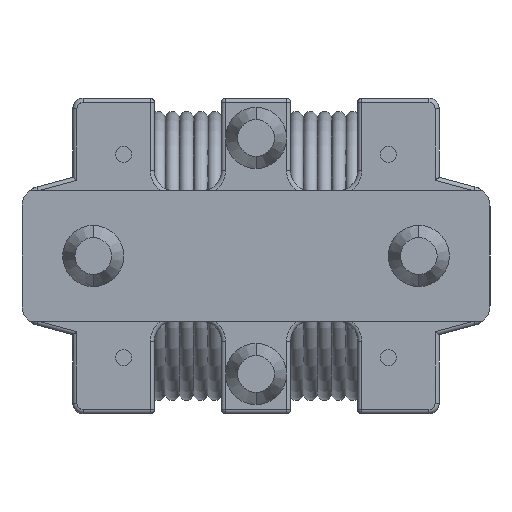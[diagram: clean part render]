
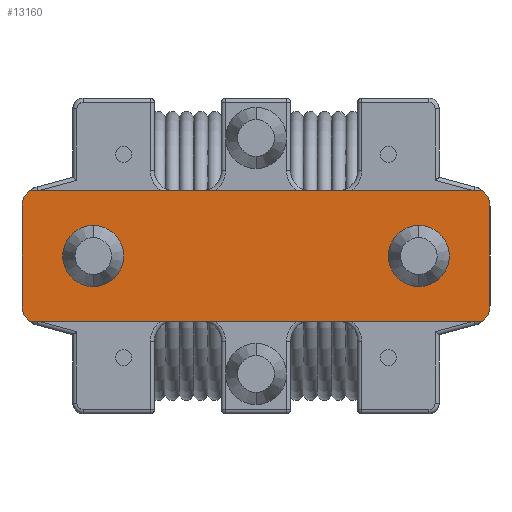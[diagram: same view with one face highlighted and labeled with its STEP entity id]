
A CAD part, front view. The second image highlights one B-rep face of the part: STEP entity #13160.
In plain terms, the highlighted planar face has unit normal (0, -1, 0).
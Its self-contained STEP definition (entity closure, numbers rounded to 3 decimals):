
#152 = CARTESIAN_POINT ( 'NONE',  ( -11.14, -13.6, -3.2 ) ) ;
#231 = CARTESIAN_POINT ( 'NONE',  ( 8., -13.6, 0. ) ) ;
#408 = CIRCLE ( 'NONE', #593, 1.5 ) ;
#593 = AXIS2_PLACEMENT_3D ( 'NONE', #231, #2343, #12185 ) ;
#1106 = CARTESIAN_POINT ( 'NONE',  ( -11.5, -13.6, 2.432 ) ) ;
#1130 = DIRECTION ( 'NONE',  ( 0., 0., -1. ) ) ;
#1256 = DIRECTION ( 'NONE',  ( 0., -1., 0. ) ) ;
#1510 = FACE_BOUND ( 'NONE', #13685, .T. ) ;
#1729 = ORIENTED_EDGE ( 'NONE', *, *, #19127, .T. ) ;
#1785 = EDGE_CURVE ( 'NONE', #3585, #24275, #20234, .T. ) ;
#1971 = CIRCLE ( 'NONE', #22191, 1.5 ) ;
#2238 = EDGE_CURVE ( 'NONE', #21183, #24976, #24140, .T. ) ;
#2277 = VERTEX_POINT ( 'NONE', #9030 ) ;
#2343 = DIRECTION ( 'NONE',  ( 0., -1., 0. ) ) ;
#2643 = EDGE_CURVE ( 'NONE', #24275, #3585, #408, .T. ) ;
#2965 = CARTESIAN_POINT ( 'NONE',  ( 10.5, -13.6, 2.432 ) ) ;
#3479 = CARTESIAN_POINT ( 'NONE',  ( -11.14, -13.6, 3.2 ) ) ;
#3585 = VERTEX_POINT ( 'NONE', #4396 ) ;
#3607 = DIRECTION ( 'NONE',  ( 0., -1., 0. ) ) ;
#4396 = CARTESIAN_POINT ( 'NONE',  ( 8., -13.6, 1.5 ) ) ;
#4425 = CARTESIAN_POINT ( 'NONE',  ( 11.25, -13.6, 3.2 ) ) ;
#5565 = CARTESIAN_POINT ( 'NONE',  ( -8., -13.6, 0. ) ) ;
#5709 = CIRCLE ( 'NONE', #8447, 1. ) ;
#6496 = CARTESIAN_POINT ( 'NONE',  ( 11.14, -13.6, -3.2 ) ) ;
#6708 = VECTOR ( 'NONE', #19211, 1000. ) ;
#6720 = EDGE_CURVE ( 'NONE', #18175, #2277, #12925, .T. ) ;
#6749 = CARTESIAN_POINT ( 'NONE',  ( 8., -13.6, -1.5 ) ) ;
#7055 = CARTESIAN_POINT ( 'NONE',  ( 8., -13.6, 0. ) ) ;
#7567 = ORIENTED_EDGE ( 'NONE', *, *, #1785, .F. ) ;
#8091 = CARTESIAN_POINT ( 'NONE',  ( -11.5, -13.6, 3.2 ) ) ;
#8447 = AXIS2_PLACEMENT_3D ( 'NONE', #24811, #1256, #15010 ) ;
#8625 = DIRECTION ( 'NONE',  ( 0., -1., 0. ) ) ;
#8697 = EDGE_CURVE ( 'NONE', #20247, #21690, #18425, .T. ) ;
#8786 = ORIENTED_EDGE ( 'NONE', *, *, #24644, .T. ) ;
#9030 = CARTESIAN_POINT ( 'NONE',  ( 11.5, -13.6, -2.432 ) ) ;
#9564 = CARTESIAN_POINT ( 'NONE',  ( -8., -13.6, -1.5 ) ) ;
#9701 = ORIENTED_EDGE ( 'NONE', *, *, #15363, .F. ) ;
#9715 = ORIENTED_EDGE ( 'NONE', *, *, #2643, .F. ) ;
#9858 = ORIENTED_EDGE ( 'NONE', *, *, #22073, .F. ) ;
#9975 = AXIS2_PLACEMENT_3D ( 'NONE', #2965, #19015, #20901 ) ;
#10431 = PLANE ( 'NONE',  #19061 ) ;
#12185 = DIRECTION ( 'NONE',  ( 0., 0., 1. ) ) ;
#12486 = CARTESIAN_POINT ( 'NONE',  ( 11.14, -13.6, 3.2 ) ) ;
#12925 = LINE ( 'NONE', #24321, #19607 ) ;
#13125 = CARTESIAN_POINT ( 'NONE',  ( 11.25, -13.6, -3.2 ) ) ;
#13160 = ADVANCED_FACE ( 'NONE', ( #1510, #14774, #22464 ), #10431, .F. ) ;
#13275 = CARTESIAN_POINT ( 'NONE',  ( -10.5, -13.6, -2.432 ) ) ;
#13293 = EDGE_CURVE ( 'NONE', #22817, #25392, #1971, .T. ) ;
#13438 = DIRECTION ( 'NONE',  ( 0., 0., 1. ) ) ;
#13504 = CIRCLE ( 'NONE', #9975, 1. ) ;
#13685 = EDGE_LOOP ( 'NONE', ( #7567, #9715 ) ) ;
#14468 = CARTESIAN_POINT ( 'NONE',  ( 11.25, -13.6, 3.2 ) ) ;
#14649 = DIRECTION ( 'NONE',  ( 0., 1., 0. ) ) ;
#14774 = FACE_BOUND ( 'NONE', #18304, .T. ) ;
#14866 = CARTESIAN_POINT ( 'NONE',  ( 11.5, -13.6, 2.432 ) ) ;
#15010 = DIRECTION ( 'NONE',  ( 0., 0., 1. ) ) ;
#15198 = VERTEX_POINT ( 'NONE', #6496 ) ;
#15268 = VECTOR ( 'NONE', #21758, 1000. ) ;
#15363 = EDGE_CURVE ( 'NONE', #15198, #21690, #15907, .T. ) ;
#15410 = CARTESIAN_POINT ( 'NONE',  ( 10.5, -13.6, -2.432 ) ) ;
#15681 = EDGE_CURVE ( 'NONE', #15198, #2277, #19260, .T. ) ;
#15907 = LINE ( 'NONE', #13125, #6708 ) ;
#15963 = EDGE_LOOP ( 'NONE', ( #21094, #24441, #8786, #15964, #9701, #21219, #21099, #1729 ) ) ;
#15964 = ORIENTED_EDGE ( 'NONE', *, *, #8697, .T. ) ;
#16208 = DIRECTION ( 'NONE',  ( -1., 0., 0. ) ) ;
#16802 = LINE ( 'NONE', #8091, #15268 ) ;
#17165 = DIRECTION ( 'NONE',  ( 0., -1., 0. ) ) ;
#17354 = DIRECTION ( 'NONE',  ( 0., 0., 1. ) ) ;
#18118 = CARTESIAN_POINT ( 'NONE',  ( -8., -13.6, 0. ) ) ;
#18175 = VERTEX_POINT ( 'NONE', #14866 ) ;
#18304 = EDGE_LOOP ( 'NONE', ( #9858, #20460 ) ) ;
#18425 = CIRCLE ( 'NONE', #25253, 1. ) ;
#18433 = CARTESIAN_POINT ( 'NONE',  ( -11.5, -13.6, -2.432 ) ) ;
#18781 = EDGE_CURVE ( 'NONE', #24976, #23267, #5709, .T. ) ;
#19015 = DIRECTION ( 'NONE',  ( 0., -1., 0. ) ) ;
#19061 = AXIS2_PLACEMENT_3D ( 'NONE', #14468, #14649, #24335 ) ;
#19127 = EDGE_CURVE ( 'NONE', #18175, #21183, #13504, .T. ) ;
#19211 = DIRECTION ( 'NONE',  ( -1., 0., 0. ) ) ;
#19260 = CIRCLE ( 'NONE', #24292, 1. ) ;
#19607 = VECTOR ( 'NONE', #1130, 1000. ) ;
#20234 = CIRCLE ( 'NONE', #23203, 1.5 ) ;
#20247 = VERTEX_POINT ( 'NONE', #18433 ) ;
#20430 = VECTOR ( 'NONE', #16208, 1000. ) ;
#20460 = ORIENTED_EDGE ( 'NONE', *, *, #13293, .F. ) ;
#20901 = DIRECTION ( 'NONE',  ( 0., 0., 1. ) ) ;
#20939 = DIRECTION ( 'NONE',  ( 0., 0., 1. ) ) ;
#21002 = DIRECTION ( 'NONE',  ( 0., -1., 0. ) ) ;
#21094 = ORIENTED_EDGE ( 'NONE', *, *, #2238, .T. ) ;
#21099 = ORIENTED_EDGE ( 'NONE', *, *, #6720, .F. ) ;
#21183 = VERTEX_POINT ( 'NONE', #12486 ) ;
#21219 = ORIENTED_EDGE ( 'NONE', *, *, #15681, .T. ) ;
#21690 = VERTEX_POINT ( 'NONE', #152 ) ;
#21753 = AXIS2_PLACEMENT_3D ( 'NONE', #18118, #8625, #22097 ) ;
#21758 = DIRECTION ( 'NONE',  ( 0., 0., -1. ) ) ;
#22073 = EDGE_CURVE ( 'NONE', #25392, #22817, #23670, .T. ) ;
#22097 = DIRECTION ( 'NONE',  ( 0., 0., 1. ) ) ;
#22191 = AXIS2_PLACEMENT_3D ( 'NONE', #5565, #17165, #20939 ) ;
#22459 = DIRECTION ( 'NONE',  ( 0., 0., 1. ) ) ;
#22464 = FACE_OUTER_BOUND ( 'NONE', #15963, .T. ) ;
#22801 = DIRECTION ( 'NONE',  ( 0., -1., 0. ) ) ;
#22817 = VERTEX_POINT ( 'NONE', #9564 ) ;
#22830 = CARTESIAN_POINT ( 'NONE',  ( -8., -13.6, 1.5 ) ) ;
#23203 = AXIS2_PLACEMENT_3D ( 'NONE', #7055, #22801, #22459 ) ;
#23267 = VERTEX_POINT ( 'NONE', #1106 ) ;
#23670 = CIRCLE ( 'NONE', #21753, 1.5 ) ;
#24140 = LINE ( 'NONE', #4425, #20430 ) ;
#24275 = VERTEX_POINT ( 'NONE', #6749 ) ;
#24292 = AXIS2_PLACEMENT_3D ( 'NONE', #15410, #3607, #17354 ) ;
#24321 = CARTESIAN_POINT ( 'NONE',  ( 11.5, -13.6, 3.2 ) ) ;
#24335 = DIRECTION ( 'NONE',  ( 0., 0., 1. ) ) ;
#24441 = ORIENTED_EDGE ( 'NONE', *, *, #18781, .T. ) ;
#24644 = EDGE_CURVE ( 'NONE', #23267, #20247, #16802, .T. ) ;
#24811 = CARTESIAN_POINT ( 'NONE',  ( -10.5, -13.6, 2.432 ) ) ;
#24976 = VERTEX_POINT ( 'NONE', #3479 ) ;
#25253 = AXIS2_PLACEMENT_3D ( 'NONE', #13275, #21002, #13438 ) ;
#25392 = VERTEX_POINT ( 'NONE', #22830 ) ;
